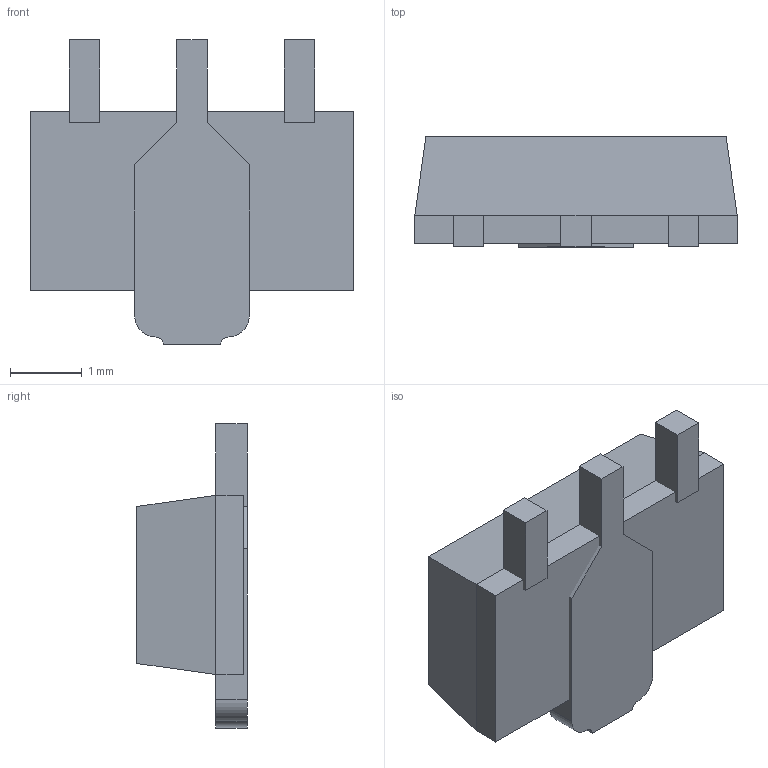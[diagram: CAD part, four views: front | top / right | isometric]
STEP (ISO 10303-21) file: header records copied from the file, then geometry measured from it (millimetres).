
FILE_DESCRIPTION (( 'STEP AP214' ), '1' );
FILE_NAME ('User Library-SOT89-3.STEP', '2016-03-22T01:40:01', ( 'Windows User' ), ( '' ), 'SwSTEP 2.0', 'SolidWorks 2016', '' );
FILE_SCHEMA (( 'AUTOMOTIVE_DESIGN' ));
Length unit declared in the file: millimetre
Products named in the file (3): User Library-SOT89-3_User_Library_SOT89_5005; User Library-SOT89-3_Fusion; User Library-SOT89-3
Assembly tree (2 placements, depth 2):
  User Library-SOT89-3
    User Library-SOT89-3_Fusion
    User Library-SOT89-3_User_Library_SOT89_5005
Bounding box: 4.5 x 1.54 x 4.25 mm (x, y, z)
Volume: 18.2 mm3; surface area: 60.2 mm2
Topology: 4 solids, 4 shells, 39 faces, 86 edges, 56 vertices
Faces by surface type: plane 33, cylinder 6
Entity records: 1617 total; most frequent: DIRECTION 186, CARTESIAN_POINT 186, ORIENTED_EDGE 172, EDGE_CURVE 86, VECTOR 74, LINE 74, VERTEX_POINT 56, AXIS2_PLACEMENT_3D 56
